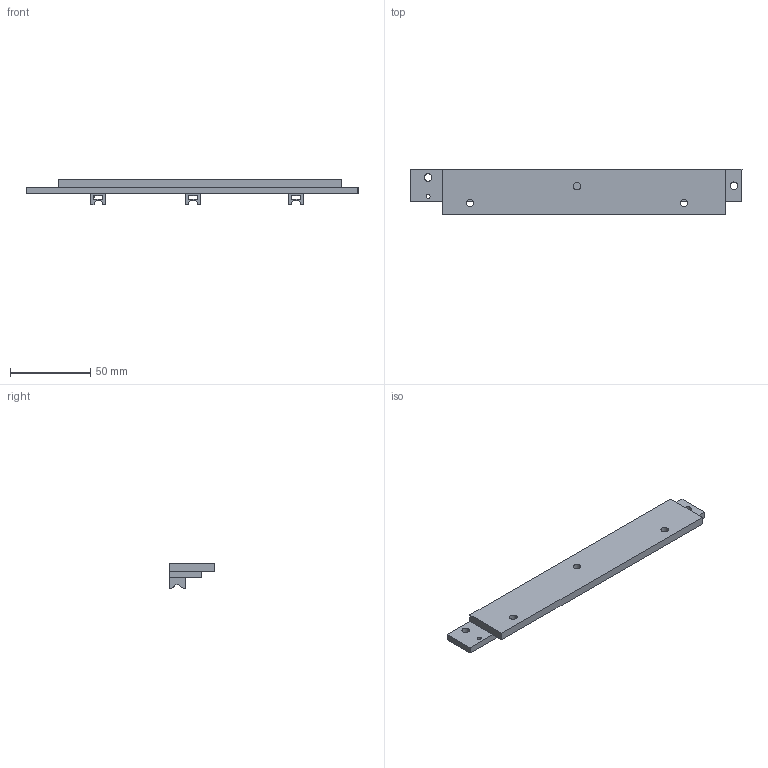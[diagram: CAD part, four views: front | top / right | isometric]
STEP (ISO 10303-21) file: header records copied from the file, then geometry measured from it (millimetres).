
FILE_DESCRIPTION(('HOOPS Exchange Step'),'2;1');
FILE_NAME('Foundation Right Camera Mount.stp','2026-02-20T14:47:40-05:00',('RED'),('Unknown organisation'),'HOOPS Exchange 2025.8','HOOPS Exchange','Unknown authorisation');
FILE_SCHEMA( ('AP203_CONFIGURATION_CONTROLLED_3D_DESIGN_OF_MECHANICAL_PARTS_AND_ASSEMBLIES_MIM_LF') );
Length unit declared in the file: millimetre
Products named in the file (2): 0; root
Assembly tree (1 placements, depth 2):
  root
    0
Bounding box: 206.3 x 28 x 16 mm (x, y, z)
Volume: 41871.3 mm3; surface area: 16259.5 mm2
Topology: 1 solids, 1 shells, 135 faces, 377 edges, 243 vertices
Faces by surface type: plane 129, cylinder 6
Full cylindrical faces by diameter (mm): 2.5 x1, 4.7 x5
Entity records: 4334 total; most frequent: CARTESIAN_POINT 764, ORIENTED_EDGE 760, DIRECTION 680, EDGE_CURVE 380, VECTOR 356, LINE 356, VERTEX_POINT 246, AXIS2_PLACEMENT_3D 162
